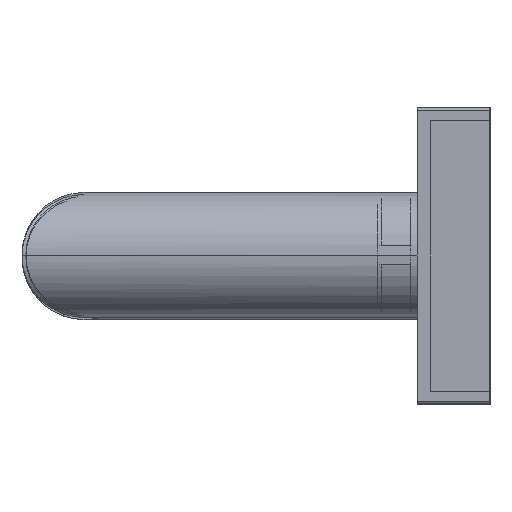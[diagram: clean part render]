
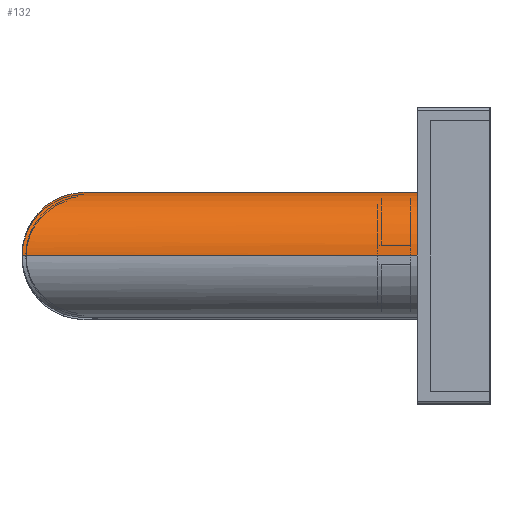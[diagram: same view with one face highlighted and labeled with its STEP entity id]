
A CAD part, left-side view. The second image highlights one B-rep face of the part: STEP entity #132.
In plain terms, the highlighted cylindrical face has radius 9.5 mm (diameter 19 mm), a partial arc.
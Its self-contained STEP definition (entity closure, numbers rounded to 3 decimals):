
#85 = CIRCLE ( 'NONE', #997, 9.5 ) ;
#132 = ADVANCED_FACE ( 'NONE', ( #696 ), #698, .T. ) ;
#348 = EDGE_CURVE ( 'NONE', #1077, #1078, #1395, .T. ) ;
#354 = EDGE_CURVE ( 'NONE', #1076, #1079, #1368, .T. ) ;
#357 = EDGE_CURVE ( 'NONE', #1077, #1076, #2714, .T. ) ;
#358 = EDGE_CURVE ( 'NONE', #1079, #1078, #85, .T. ) ;
#693 = AXIS2_PLACEMENT_3D ( 'NONE', #2681, #2680, #2679 ) ;
#696 = FACE_OUTER_BOUND ( 'NONE', #1962, .T. ) ;
#698 = CYLINDRICAL_SURFACE ( 'NONE', #693, 9.5 ) ;
#997 = AXIS2_PLACEMENT_3D ( 'NONE', #1353, #1352, #1351 ) ;
#999 = VECTOR ( 'NONE', #1366, 1000. ) ;
#1002 = VECTOR ( 'NONE', #1393, 1000. ) ;
#1076 = VERTEX_POINT ( 'NONE', #1204 ) ;
#1077 = VERTEX_POINT ( 'NONE', #1203 ) ;
#1078 = VERTEX_POINT ( 'NONE', #1202 ) ;
#1079 = VERTEX_POINT ( 'NONE', #1201 ) ;
#1201 = CARTESIAN_POINT ( 'NONE',  ( 0., 0., -9.5 ) ) ;
#1202 = CARTESIAN_POINT ( 'NONE',  ( 0., 0., 9.5 ) ) ;
#1203 = CARTESIAN_POINT ( 'NONE',  ( 0., 41., 9.5 ) ) ;
#1204 = CARTESIAN_POINT ( 'NONE',  ( 0., 60., -9.5 ) ) ;
#1351 = DIRECTION ( 'NONE',  ( 0., 0., 1. ) ) ;
#1352 = DIRECTION ( 'NONE',  ( 0., 1., 0. ) ) ;
#1353 = CARTESIAN_POINT ( 'NONE',  ( 0., 0., 0. ) ) ;
#1354 = CARTESIAN_POINT ( 'NONE',  ( 0., 60., -9.5 ) ) ;
#1355 = CARTESIAN_POINT ( 'NONE',  ( -19., 60., -9.5 ) ) ;
#1356 = CARTESIAN_POINT ( 'NONE',  ( -19., 41., 9.5 ) ) ;
#1357 = CARTESIAN_POINT ( 'NONE',  ( 0., 41., 9.5 ) ) ;
#1366 = DIRECTION ( 'NONE',  ( 0., -1., 0. ) ) ;
#1367 = CARTESIAN_POINT ( 'NONE',  ( 0., 60., -9.5 ) ) ;
#1368 = LINE ( 'NONE', #1367, #999 ) ;
#1393 = DIRECTION ( 'NONE',  ( 0., -1., 0. ) ) ;
#1394 = CARTESIAN_POINT ( 'NONE',  ( 0., 60., 9.5 ) ) ;
#1395 = LINE ( 'NONE', #1394, #1002 ) ;
#1902 = ORIENTED_EDGE ( 'NONE', *, *, #348, .F. ) ;
#1904 = ORIENTED_EDGE ( 'NONE', *, *, #354, .T. ) ;
#1905 = ORIENTED_EDGE ( 'NONE', *, *, #357, .T. ) ;
#1907 = ORIENTED_EDGE ( 'NONE', *, *, #358, .T. ) ;
#1962 = EDGE_LOOP ( 'NONE', ( #1902, #1905, #1904, #1907 ) ) ;
#2679 = DIRECTION ( 'NONE',  ( 0., 0., -1. ) ) ;
#2680 = DIRECTION ( 'NONE',  ( 0., -1., 0. ) ) ;
#2681 = CARTESIAN_POINT ( 'NONE',  ( 0., 60., 0. ) ) ;
#2714 =( BOUNDED_CURVE ( )  B_SPLINE_CURVE ( 3, ( #1357, #1356, #1355, #1354 ),
 .UNSPECIFIED., .F., .F. ) 
 B_SPLINE_CURVE_WITH_KNOTS ( ( 4, 4 ),
 ( 0., 3.142 ),
 .UNSPECIFIED. ) 
 CURVE ( )  GEOMETRIC_REPRESENTATION_ITEM ( )  RATIONAL_B_SPLINE_CURVE ( ( 1., 0.333, 0.333, 1. ) ) 
 REPRESENTATION_ITEM ( '' )  );
